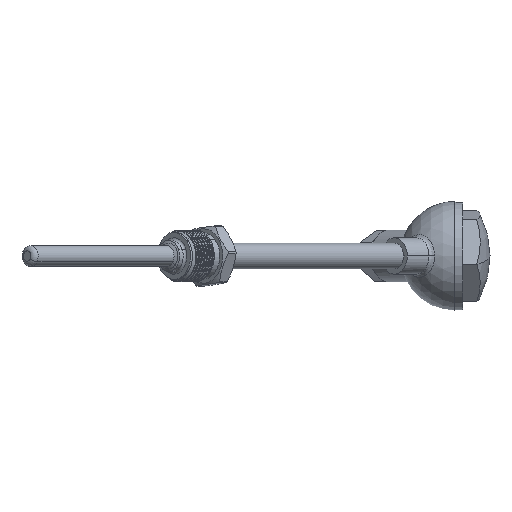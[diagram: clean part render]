
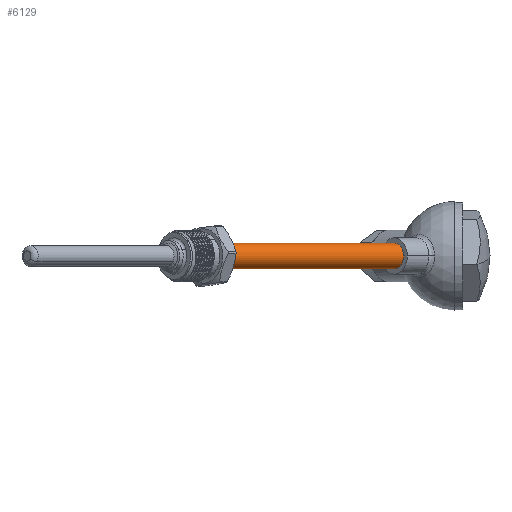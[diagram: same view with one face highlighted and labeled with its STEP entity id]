
A CAD part, left-side view. The second image highlights one B-rep face of the part: STEP entity #6129.
In plain terms, the highlighted cylindrical face has radius 5 mm (diameter 10 mm), a partial arc.
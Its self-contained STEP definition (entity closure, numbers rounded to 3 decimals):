
#483 = VERTEX_POINT ( 'NONE', #10454 ) ;
#627 = DIRECTION ( 'NONE',  ( 1., 0., 0. ) ) ;
#687 = FACE_OUTER_BOUND ( 'NONE', #15046, .T. ) ;
#1398 = CIRCLE ( 'NONE', #7679, 5. ) ;
#1545 = ORIENTED_EDGE ( 'NONE', *, *, #2919, .T. ) ;
#1945 = DIRECTION ( 'NONE',  ( 1., 0., 0. ) ) ;
#2271 = DIRECTION ( 'NONE',  ( 1., 0., 0. ) ) ;
#2919 = EDGE_CURVE ( 'NONE', #6819, #9212, #9037, .T. ) ;
#2924 = VECTOR ( 'NONE', #5788, 1000. ) ;
#3731 = AXIS2_PLACEMENT_3D ( 'NONE', #16905, #627, #6067 ) ;
#4390 = EDGE_CURVE ( 'NONE', #483, #9212, #1398, .T. ) ;
#4411 = VERTEX_POINT ( 'NONE', #16972 ) ;
#5351 = CARTESIAN_POINT ( 'NONE',  ( -67.5, 0., -5. ) ) ;
#5788 = DIRECTION ( 'NONE',  ( 1., 0., 0. ) ) ;
#5892 = CARTESIAN_POINT ( 'NONE',  ( 67.5, 0., -5. ) ) ;
#6067 = DIRECTION ( 'NONE',  ( 0., 0., -1. ) ) ;
#6129 = ADVANCED_FACE ( 'NONE', ( #687 ), #13175, .T. ) ;
#6819 = VERTEX_POINT ( 'NONE', #5351 ) ;
#7679 = AXIS2_PLACEMENT_3D ( 'NONE', #8642, #1945, #15356 ) ;
#8429 = ORIENTED_EDGE ( 'NONE', *, *, #17518, .T. ) ;
#8642 = CARTESIAN_POINT ( 'NONE',  ( 67.5, 0., 0. ) ) ;
#9037 = LINE ( 'NONE', #13333, #12029 ) ;
#9212 = VERTEX_POINT ( 'NONE', #5892 ) ;
#9990 = CIRCLE ( 'NONE', #3731, 5. ) ;
#10198 = EDGE_CURVE ( 'NONE', #4411, #483, #15167, .T. ) ;
#10454 = CARTESIAN_POINT ( 'NONE',  ( 67.5, 0., 5. ) ) ;
#12029 = VECTOR ( 'NONE', #2271, 1000. ) ;
#12980 = ORIENTED_EDGE ( 'NONE', *, *, #4390, .F. ) ;
#13085 = CARTESIAN_POINT ( 'NONE',  ( 17.067, 0., 0. ) ) ;
#13175 = CYLINDRICAL_SURFACE ( 'NONE', #16671, 5. ) ;
#13333 = CARTESIAN_POINT ( 'NONE',  ( 17.067, 0., -5. ) ) ;
#13909 = CARTESIAN_POINT ( 'NONE',  ( 17.067, 0., 5. ) ) ;
#15046 = EDGE_LOOP ( 'NONE', ( #16103, #8429, #1545, #12980 ) ) ;
#15167 = LINE ( 'NONE', #13909, #2924 ) ;
#15356 = DIRECTION ( 'NONE',  ( 0., 0., -1. ) ) ;
#15882 = DIRECTION ( 'NONE',  ( 0., 0., -1. ) ) ;
#16048 = DIRECTION ( 'NONE',  ( 1., 0., 0. ) ) ;
#16103 = ORIENTED_EDGE ( 'NONE', *, *, #10198, .F. ) ;
#16671 = AXIS2_PLACEMENT_3D ( 'NONE', #13085, #16048, #15882 ) ;
#16905 = CARTESIAN_POINT ( 'NONE',  ( -67.5, 0., 0. ) ) ;
#16972 = CARTESIAN_POINT ( 'NONE',  ( -67.5, 0., 5. ) ) ;
#17518 = EDGE_CURVE ( 'NONE', #4411, #6819, #9990, .T. ) ;
